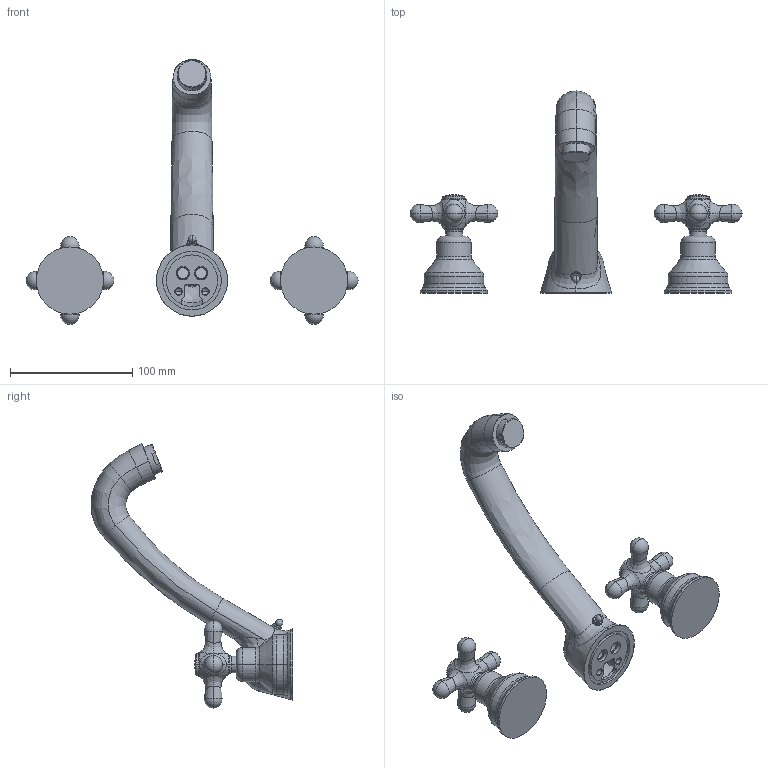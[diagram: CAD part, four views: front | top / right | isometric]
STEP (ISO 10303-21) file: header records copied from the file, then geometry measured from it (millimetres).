
FILE_DESCRIPTION((''),'2;1');
FILE_NAME('IRV052CR','2021-11-10T17:06:01',('ut3'),('PAFFONI SpA'),'CREO PARAMETRIC BY PTC INC, 2020044','CREO PARAMETRIC BY PTC INC, 2020044','');
FILE_SCHEMA(('CONFIG_CONTROL_DESIGN','SHAPE_APPEARANCE_LAYERS_GROUPS'));
Length unit declared in the file: millimetre
Products named in the file (1): IRV052CR
Bounding box: 272 x 165.38 x 217.1 mm (x, y, z)
Volume: 272526.8 mm3; surface area: 86846.8 mm2
Topology: 3 solids, 3 shells, 370 faces, 834 edges, 462 vertices
Faces by surface type: bspline 119, cylinder 79, torus 54, cone 52, plane 42, sphere 24
Entity records: 26196 total; most frequent: CARTESIAN_POINT 16104, ORIENTED_EDGE 1614, DIRECTION 1469, EDGE_CURVE 807, AXIS2_PLACEMENT_3D 651, VERTEX_POINT 462, CIRCLE 400, EDGE_LOOP 391
